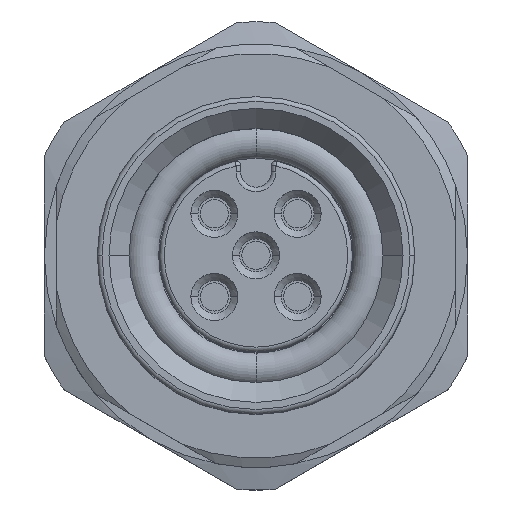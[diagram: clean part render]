
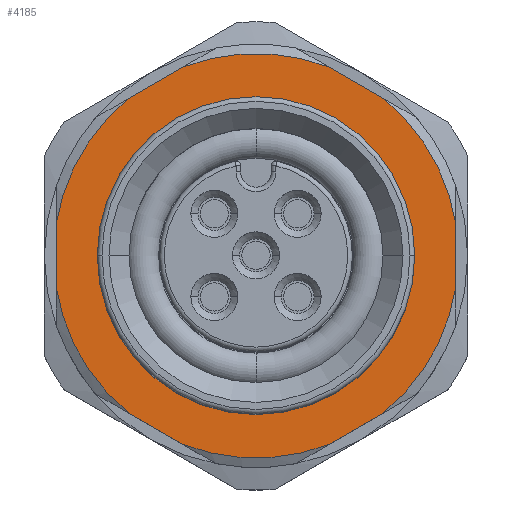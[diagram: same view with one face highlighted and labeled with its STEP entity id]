
A CAD part, top view. The second image highlights one B-rep face of the part: STEP entity #4185.
In plain terms, the highlighted planar face has unit normal (0, 0, 1).
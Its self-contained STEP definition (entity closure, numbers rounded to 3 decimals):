
#765=CARTESIAN_POINT('',(0.,0.,-10.2));
#766=DIRECTION('',(0.,0.,1.));
#767=DIRECTION('',(1.,0.,0.));
#768=AXIS2_PLACEMENT_3D('',#765,#766,#767);
#770=CARTESIAN_POINT('',(0.,0.,-10.2));
#771=DIRECTION('',(0.,0.,-1.));
#772=DIRECTION('',(1.,0.,0.));
#773=AXIS2_PLACEMENT_3D('',#770,#771,#772);
#775=DIRECTION('',(0.866,-0.5,0.));
#776=VECTOR('',#775,2.615);
#777=CARTESIAN_POINT('',(3.118,8.015,-10.2));
#778=LINE('',#777,#776);
#779=CARTESIAN_POINT('',(0.,0.,-10.2));
#780=DIRECTION('',(0.,0.,-1.));
#781=DIRECTION('',(0.626,0.78,0.));
#782=AXIS2_PLACEMENT_3D('',#779,#780,#781);
#784=DIRECTION('',(0.,1.,0.));
#785=VECTOR('',#784,2.615);
#786=CARTESIAN_POINT('',(8.5,-1.308,-10.2));
#787=LINE('',#786,#785);
#788=CARTESIAN_POINT('',(0.,0.,-10.2));
#789=DIRECTION('',(0.,0.,-1.));
#790=DIRECTION('',(0.988,-0.152,0.));
#791=AXIS2_PLACEMENT_3D('',#788,#789,#790);
#793=DIRECTION('',(0.866,0.5,0.));
#794=VECTOR('',#793,2.615);
#795=CARTESIAN_POINT('',(3.118,-8.015,-10.2));
#796=LINE('',#795,#794);
#797=DIRECTION('',(-0.866,0.5,0.));
#798=VECTOR('',#797,2.615);
#799=CARTESIAN_POINT('',(-3.118,-8.015,-10.2));
#800=LINE('',#799,#798);
#801=CARTESIAN_POINT('',(0.,0.,-10.2));
#802=DIRECTION('',(0.,0.,-1.));
#803=DIRECTION('',(-0.626,-0.78,0.));
#804=AXIS2_PLACEMENT_3D('',#801,#802,#803);
#806=DIRECTION('',(0.,-1.,0.));
#807=VECTOR('',#806,2.615);
#808=CARTESIAN_POINT('',(-8.5,1.308,-10.2));
#809=LINE('',#808,#807);
#810=CARTESIAN_POINT('',(0.,0.,-10.2));
#811=DIRECTION('',(0.,0.,-1.));
#812=DIRECTION('',(-0.988,0.152,0.));
#813=AXIS2_PLACEMENT_3D('',#810,#811,#812);
#815=DIRECTION('',(-0.866,-0.5,0.));
#816=VECTOR('',#815,2.615);
#817=CARTESIAN_POINT('',(-3.118,8.015,-10.2));
#818=LINE('',#817,#816);
#819=CARTESIAN_POINT('',(0.,0.,-10.2));
#820=DIRECTION('',(0.,0.,1.));
#821=DIRECTION('',(0.363,0.932,0.));
#822=AXIS2_PLACEMENT_3D('',#819,#820,#821);
#834=CARTESIAN_POINT('',(0.,0.,-10.2));
#835=DIRECTION('',(0.,0.,1.));
#836=DIRECTION('',(-0.363,-0.932,0.));
#837=AXIS2_PLACEMENT_3D('',#834,#835,#836);
#844=CARTESIAN_POINT('',(-8.5,-1.308,-10.2));
#860=CARTESIAN_POINT('',(-8.5,1.308,-10.2));
#916=CARTESIAN_POINT('',(8.5,1.308,-10.2));
#932=CARTESIAN_POINT('',(8.5,-1.308,-10.2));
#988=CARTESIAN_POINT('',(-5.382,6.707,-10.2));
#1004=CARTESIAN_POINT('',(-3.118,8.015,-10.2));
#1036=CARTESIAN_POINT('',(-3.118,-8.015,-10.2));
#1052=CARTESIAN_POINT('',(-5.382,-6.707,-10.2));
#1118=CARTESIAN_POINT('',(5.382,-6.707,-10.2));
#1134=CARTESIAN_POINT('',(3.118,-8.015,-10.2));
#1146=CARTESIAN_POINT('',(3.118,8.015,-10.2));
#1162=CARTESIAN_POINT('',(5.382,6.707,-10.2));
#2763=CARTESIAN_POINT('',(6.75,0.,-10.2));
#2765=VERTEX_POINT('',#2763);
#2773=CARTESIAN_POINT('',(-6.75,0.,-10.2));
#2775=VERTEX_POINT('',#2773);
#3081=VERTEX_POINT('',#916);
#3082=VERTEX_POINT('',#932);
#3089=VERTEX_POINT('',#1146);
#3090=VERTEX_POINT('',#1162);
#3097=VERTEX_POINT('',#988);
#3098=VERTEX_POINT('',#1004);
#3105=VERTEX_POINT('',#844);
#3106=VERTEX_POINT('',#860);
#3113=VERTEX_POINT('',#1036);
#3114=VERTEX_POINT('',#1052);
#3121=VERTEX_POINT('',#1118);
#3122=VERTEX_POINT('',#1134);
#4150=CARTESIAN_POINT('',(0.,0.,-10.2));
#4151=DIRECTION('',(0.,0.,-1.));
#4152=DIRECTION('',(-1.,0.,0.));
#4153=AXIS2_PLACEMENT_3D('',#4150,#4151,#4152);
#4154=PLANE('',#4153);
#4156=ORIENTED_EDGE('',*,*,#4155,.F.);
#4158=ORIENTED_EDGE('',*,*,#4157,.T.);
#4160=ORIENTED_EDGE('',*,*,#4159,.T.);
#4162=ORIENTED_EDGE('',*,*,#4161,.F.);
#4164=ORIENTED_EDGE('',*,*,#4163,.T.);
#4166=ORIENTED_EDGE('',*,*,#4165,.F.);
#4168=ORIENTED_EDGE('',*,*,#4167,.F.);
#4170=ORIENTED_EDGE('',*,*,#4169,.T.);
#4172=ORIENTED_EDGE('',*,*,#4171,.T.);
#4174=ORIENTED_EDGE('',*,*,#4173,.F.);
#4176=ORIENTED_EDGE('',*,*,#4175,.T.);
#4178=ORIENTED_EDGE('',*,*,#4177,.F.);
#4179=EDGE_LOOP('',(#4156,#4158,#4160,#4162,#4164,#4166,#4168,#4170,#4172,#4174,
#4176,#4178));
#4180=FACE_OUTER_BOUND('',#4179,.F.);
#4181=ORIENTED_EDGE('',*,*,#4132,.T.);
#4182=ORIENTED_EDGE('',*,*,#4143,.F.);
#4183=EDGE_LOOP('',(#4181,#4182));
#4184=FACE_BOUND('',#4183,.F.);
#769=CIRCLE('',#768,6.75);
#774=CIRCLE('',#773,6.75);
#783=CIRCLE('',#782,8.6);
#792=CIRCLE('',#791,8.6);
#805=CIRCLE('',#804,8.6);
#814=CIRCLE('',#813,8.6);
#823=CIRCLE('',#822,8.6);
#838=CIRCLE('',#837,8.6);
#4132=EDGE_CURVE('',#2765,#2775,#769,.T.);
#4143=EDGE_CURVE('',#2765,#2775,#774,.T.);
#4155=EDGE_CURVE('',#3089,#3098,#823,.T.);
#4157=EDGE_CURVE('',#3089,#3090,#778,.T.);
#4159=EDGE_CURVE('',#3090,#3081,#783,.T.);
#4161=EDGE_CURVE('',#3082,#3081,#787,.T.);
#4163=EDGE_CURVE('',#3082,#3121,#792,.T.);
#4165=EDGE_CURVE('',#3122,#3121,#796,.T.);
#4167=EDGE_CURVE('',#3113,#3122,#838,.T.);
#4169=EDGE_CURVE('',#3113,#3114,#800,.T.);
#4171=EDGE_CURVE('',#3114,#3105,#805,.T.);
#4173=EDGE_CURVE('',#3106,#3105,#809,.T.);
#4175=EDGE_CURVE('',#3106,#3097,#814,.T.);
#4177=EDGE_CURVE('',#3098,#3097,#818,.T.);
#4185=ADVANCED_FACE('',(#4180,#4184),#4154,.F.);
